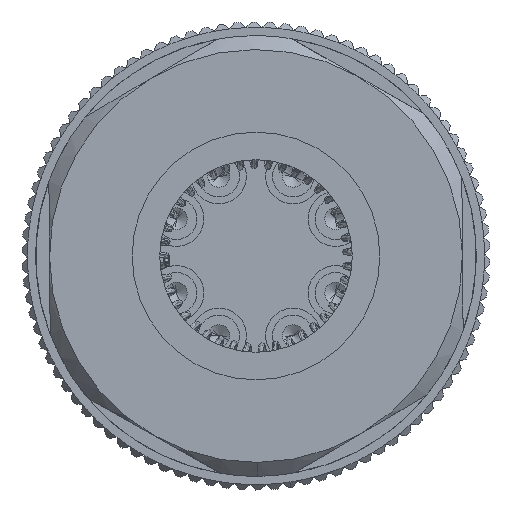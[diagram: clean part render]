
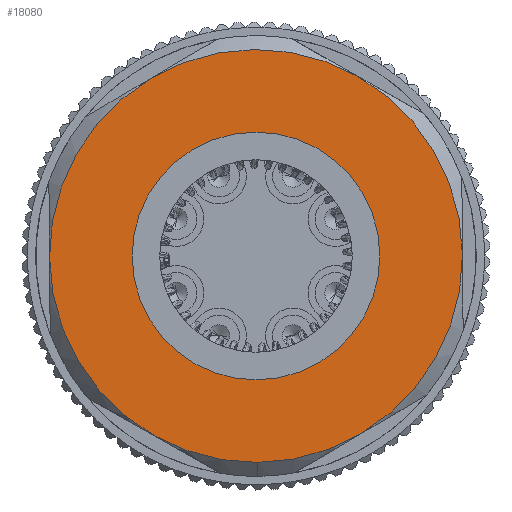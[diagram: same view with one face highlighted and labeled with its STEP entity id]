
A CAD part, left-side view. The second image highlights one B-rep face of the part: STEP entity #18080.
In plain terms, the highlighted planar face has unit normal (-1, 0, 0).
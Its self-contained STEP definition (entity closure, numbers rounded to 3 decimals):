
#2311 = VERTEX_POINT ( 'NONE', #73657 ) ;
#2993 = EDGE_CURVE ( 'NONE', #71124, #51619, #72511, .T. ) ;
#3137 = CARTESIAN_POINT ( 'NONE',  ( 0., 0., -7.5 ) ) ;
#4638 = DIRECTION ( 'NONE',  ( 0., 0., -1. ) ) ;
#4722 = AXIS2_PLACEMENT_3D ( 'NONE', #68243, #34198, #47456 ) ;
#4776 = ORIENTED_EDGE ( 'NONE', *, *, #46731, .T. ) ;
#6298 = AXIS2_PLACEMENT_3D ( 'NONE', #15305, #49338, #55123 ) ;
#6669 = CARTESIAN_POINT ( 'NONE',  ( 0., 7.5, 0. ) ) ;
#7194 = DIRECTION ( 'NONE',  ( 0., 0., -1. ) ) ;
#7356 = CARTESIAN_POINT ( 'NONE',  ( 0., 0., 0. ) ) ;
#7743 = CIRCLE ( 'NONE', #6298, 7.5 ) ;
#8397 = CIRCLE ( 'NONE', #53575, 7.5 ) ;
#10430 = DIRECTION ( 'NONE',  ( -1., 0., 0. ) ) ;
#10774 = CARTESIAN_POINT ( 'NONE',  ( 0., 0., 0. ) ) ;
#11095 = CARTESIAN_POINT ( 'NONE',  ( 0., 0., 0. ) ) ;
#12955 = PLANE ( 'NONE',  #65076 ) ;
#13524 = CARTESIAN_POINT ( 'NONE',  ( 0., -3.75, 6.495 ) ) ;
#14446 = CIRCLE ( 'NONE', #45488, 7.5 ) ;
#15305 = CARTESIAN_POINT ( 'NONE',  ( 0., 0., 0. ) ) ;
#16178 = AXIS2_PLACEMENT_3D ( 'NONE', #32053, #10430, #86013 ) ;
#17641 = CARTESIAN_POINT ( 'NONE',  ( 0., 0., 4.5 ) ) ;
#17795 = ORIENTED_EDGE ( 'NONE', *, *, #26591, .T. ) ;
#18080 = ADVANCED_FACE ( 'NONE', ( #33714, #46978 ), #12955, .F. ) ;
#18578 = DIRECTION ( 'NONE',  ( -1., 0., 0. ) ) ;
#19992 = ORIENTED_EDGE ( 'NONE', *, *, #49434, .T. ) ;
#21317 = DIRECTION ( 'NONE',  ( 1., 0., 0. ) ) ;
#21902 = DIRECTION ( 'NONE',  ( -1., 0., 0. ) ) ;
#21934 = ORIENTED_EDGE ( 'NONE', *, *, #38445, .T. ) ;
#22330 = CARTESIAN_POINT ( 'NONE',  ( 0., 3.75, -6.495 ) ) ;
#22363 = CIRCLE ( 'NONE', #85928, 7.5 ) ;
#25019 = VERTEX_POINT ( 'NONE', #3137 ) ;
#25421 = VERTEX_POINT ( 'NONE', #13524 ) ;
#25671 = DIRECTION ( 'NONE',  ( 0., 0., -1. ) ) ;
#26591 = EDGE_CURVE ( 'NONE', #52717, #25019, #75419, .T. ) ;
#27687 = DIRECTION ( 'NONE',  ( -1., 0., 0. ) ) ;
#29832 = DIRECTION ( 'NONE',  ( 0., 0., -1. ) ) ;
#30213 = AXIS2_PLACEMENT_3D ( 'NONE', #61703, #21902, #29832 ) ;
#31655 = ORIENTED_EDGE ( 'NONE', *, *, #2993, .F. ) ;
#32053 = CARTESIAN_POINT ( 'NONE',  ( 0., 0., 0. ) ) ;
#32370 = VERTEX_POINT ( 'NONE', #81335 ) ;
#32524 = DIRECTION ( 'NONE',  ( 0., 0., -1. ) ) ;
#33714 = FACE_OUTER_BOUND ( 'NONE', #67121, .T. ) ;
#34198 = DIRECTION ( 'NONE',  ( -1., 0., 0. ) ) ;
#35823 = EDGE_CURVE ( 'NONE', #25421, #55453, #14446, .T. ) ;
#36918 = DIRECTION ( 'NONE',  ( -1., 0., 0. ) ) ;
#38445 = EDGE_CURVE ( 'NONE', #70915, #52717, #77034, .T. ) ;
#38900 = AXIS2_PLACEMENT_3D ( 'NONE', #71024, #57752, #32524 ) ;
#38999 = ORIENTED_EDGE ( 'NONE', *, *, #49559, .F. ) ;
#45488 = AXIS2_PLACEMENT_3D ( 'NONE', #11095, #18578, #25671 ) ;
#45559 = EDGE_CURVE ( 'NONE', #32370, #2311, #22363, .T. ) ;
#46731 = EDGE_CURVE ( 'NONE', #25019, #32370, #62842, .T. ) ;
#46978 = FACE_BOUND ( 'NONE', #68724, .T. ) ;
#47456 = DIRECTION ( 'NONE',  ( 0., 0., 1. ) ) ;
#48502 = ORIENTED_EDGE ( 'NONE', *, *, #45559, .T. ) ;
#49244 = DIRECTION ( 'NONE',  ( -1., 0., 0. ) ) ;
#49338 = DIRECTION ( 'NONE',  ( -1., 0., 0. ) ) ;
#49434 = EDGE_CURVE ( 'NONE', #55453, #70915, #7743, .T. ) ;
#49559 = EDGE_CURVE ( 'NONE', #51619, #71124, #81157, .T. ) ;
#50136 = CARTESIAN_POINT ( 'NONE',  ( 0., 3.75, 6.495 ) ) ;
#51619 = VERTEX_POINT ( 'NONE', #17641 ) ;
#52717 = VERTEX_POINT ( 'NONE', #22330 ) ;
#53575 = AXIS2_PLACEMENT_3D ( 'NONE', #10774, #49244, #82868 ) ;
#55123 = DIRECTION ( 'NONE',  ( 0., 0., -1. ) ) ;
#55453 = VERTEX_POINT ( 'NONE', #50136 ) ;
#57752 = DIRECTION ( 'NONE',  ( -1., 0., 0. ) ) ;
#61294 = DIRECTION ( 'NONE',  ( 0., 0., -1. ) ) ;
#61703 = CARTESIAN_POINT ( 'NONE',  ( 0., 0., 0. ) ) ;
#62280 = ORIENTED_EDGE ( 'NONE', *, *, #79806, .T. ) ;
#62842 = CIRCLE ( 'NONE', #78361, 7.5 ) ;
#64841 = ORIENTED_EDGE ( 'NONE', *, *, #35823, .T. ) ;
#65076 = AXIS2_PLACEMENT_3D ( 'NONE', #67326, #21317, #7194 ) ;
#67121 = EDGE_LOOP ( 'NONE', ( #21934, #17795, #4776, #48502, #62280, #64841, #19992 ) ) ;
#67326 = CARTESIAN_POINT ( 'NONE',  ( 0., 4.5, 0. ) ) ;
#68243 = CARTESIAN_POINT ( 'NONE',  ( 0., 0., 0. ) ) ;
#68535 = CARTESIAN_POINT ( 'NONE',  ( 0., 0., -4.5 ) ) ;
#68724 = EDGE_LOOP ( 'NONE', ( #38999, #31655 ) ) ;
#70915 = VERTEX_POINT ( 'NONE', #6669 ) ;
#71024 = CARTESIAN_POINT ( 'NONE',  ( 0., 0., 0. ) ) ;
#71124 = VERTEX_POINT ( 'NONE', #68535 ) ;
#71835 = CARTESIAN_POINT ( 'NONE',  ( 0., 0., 0. ) ) ;
#72511 = CIRCLE ( 'NONE', #4722, 4.5 ) ;
#73657 = CARTESIAN_POINT ( 'NONE',  ( 0., -7.5, 0. ) ) ;
#75419 = CIRCLE ( 'NONE', #30213, 7.5 ) ;
#77034 = CIRCLE ( 'NONE', #38900, 7.5 ) ;
#78361 = AXIS2_PLACEMENT_3D ( 'NONE', #71835, #36918, #4638 ) ;
#79806 = EDGE_CURVE ( 'NONE', #2311, #25421, #8397, .T. ) ;
#81157 = CIRCLE ( 'NONE', #16178, 4.5 ) ;
#81335 = CARTESIAN_POINT ( 'NONE',  ( 0., -3.75, -6.495 ) ) ;
#82868 = DIRECTION ( 'NONE',  ( 0., 0., -1. ) ) ;
#85928 = AXIS2_PLACEMENT_3D ( 'NONE', #7356, #27687, #61294 ) ;
#86013 = DIRECTION ( 'NONE',  ( 0., 0., 1. ) ) ;
